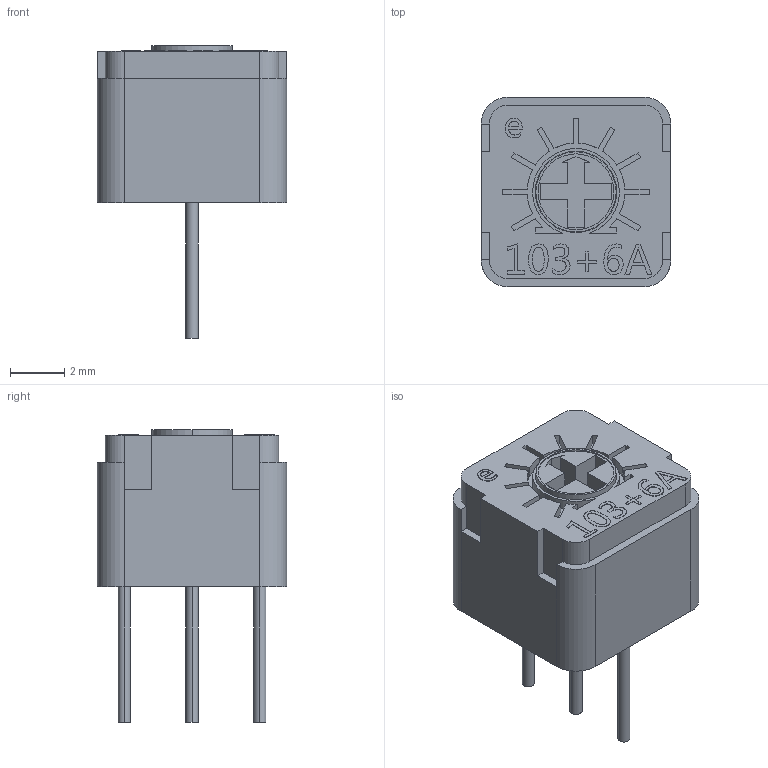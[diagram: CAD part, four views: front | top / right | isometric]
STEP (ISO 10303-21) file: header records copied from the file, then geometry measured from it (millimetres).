
FILE_DESCRIPTION (( 'STEP AP214' ), '1' );
FILE_NAME ('RES-ADJ-TH_FT-63ETV.step', '2022-07-28T08:43:50', ( '' ), ( '' ), 'SwSTEP 2.0', 'SolidWorks 2020', '' );
FILE_SCHEMA (( 'AUTOMOTIVE_DESIGN' ));
Length unit declared in the file: millimetre
Products named in the file (1): RES-ADJ-TH_FT-63ETV
Bounding box: 7 x 7 x 10.8 mm (x, y, z)
Volume: 259.9 mm3; surface area: 338.9 mm2
Topology: 1 solids, 1 shells, 438 faces, 1186 edges, 788 vertices
Faces by surface type: plane 265, bspline 140, cylinder 33
Entity records: 21236 total; most frequent: CARTESIAN_POINT 6385, ORIENTED_EDGE 2372, DIRECTION 1566, EDGE_CURVE 1186, LINE 836, VECTOR 836, VERTEX_POINT 788, EDGE_LOOP 476
